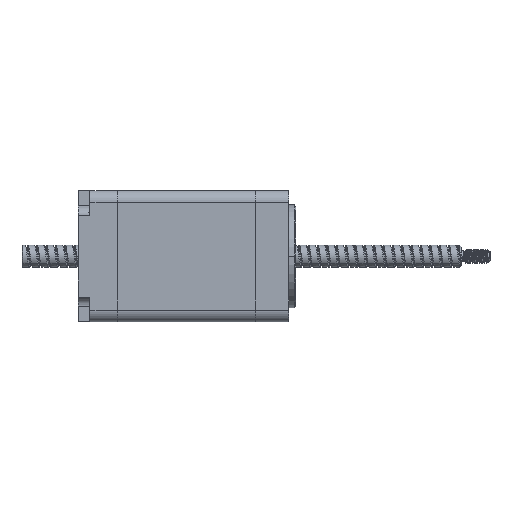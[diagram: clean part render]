
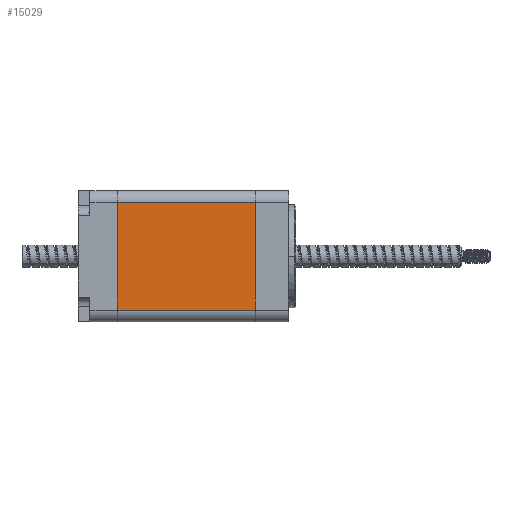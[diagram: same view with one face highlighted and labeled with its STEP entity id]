
A CAD part, front view. The second image highlights one B-rep face of the part: STEP entity #15029.
In plain terms, the highlighted planar face has unit normal (0, -1, 0).
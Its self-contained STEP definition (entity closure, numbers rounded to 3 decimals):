
#4749 = EDGE_CURVE ( 'NONE', #32567, #55650, #36379, .T. ) ;
#5017 = DIRECTION ( 'NONE',  ( -1., 0., 0. ) ) ;
#6644 = VECTOR ( 'NONE', #13046, 1000. ) ;
#7618 = EDGE_LOOP ( 'NONE', ( #17567, #54210, #31209, #21948 ) ) ;
#9829 = EDGE_CURVE ( 'NONE', #55650, #40226, #22056, .T. ) ;
#11033 = DIRECTION ( 'NONE',  ( 0., 1., 0. ) ) ;
#13046 = DIRECTION ( 'NONE',  ( 0., 0., -1. ) ) ;
#15029 = ADVANCED_FACE ( 'NONE', ( #37164 ), #24117, .F. ) ;
#17567 = ORIENTED_EDGE ( 'NONE', *, *, #9829, .T. ) ;
#17597 = VECTOR ( 'NONE', #21930, 1000. ) ;
#21930 = DIRECTION ( 'NONE',  ( 0., 0., -1. ) ) ;
#21948 = ORIENTED_EDGE ( 'NONE', *, *, #4749, .T. ) ;
#22056 = LINE ( 'NONE', #43477, #6644 ) ;
#23325 = CARTESIAN_POINT ( 'NONE',  ( 29.5, -14., 11.5 ) ) ;
#23983 = AXIS2_PLACEMENT_3D ( 'NONE', #37434, #11033, #28184 ) ;
#24117 = PLANE ( 'NONE',  #23983 ) ;
#24986 = VECTOR ( 'NONE', #26575, 1000. ) ;
#26575 = DIRECTION ( 'NONE',  ( -1., 0., 0. ) ) ;
#26866 = LINE ( 'NONE', #47976, #17597 ) ;
#28184 = DIRECTION ( 'NONE',  ( 0., 0., -1. ) ) ;
#28785 = EDGE_CURVE ( 'NONE', #38418, #40226, #34983, .T. ) ;
#29944 = CARTESIAN_POINT ( 'NONE',  ( 29.5, -14., -11.5 ) ) ;
#31209 = ORIENTED_EDGE ( 'NONE', *, *, #55837, .F. ) ;
#32567 = VERTEX_POINT ( 'NONE', #35383 ) ;
#34983 = LINE ( 'NONE', #48267, #24986 ) ;
#35383 = CARTESIAN_POINT ( 'NONE',  ( 29.5, -14., 11.5 ) ) ;
#36379 = LINE ( 'NONE', #23325, #45897 ) ;
#37164 = FACE_OUTER_BOUND ( 'NONE', #7618, .T. ) ;
#37323 = CARTESIAN_POINT ( 'NONE',  ( 0., -14., 11.5 ) ) ;
#37434 = CARTESIAN_POINT ( 'NONE',  ( 29.5, -14., -11.5 ) ) ;
#38418 = VERTEX_POINT ( 'NONE', #29944 ) ;
#39821 = CARTESIAN_POINT ( 'NONE',  ( 0., -14., -11.5 ) ) ;
#40226 = VERTEX_POINT ( 'NONE', #39821 ) ;
#43477 = CARTESIAN_POINT ( 'NONE',  ( 0., -14., -11.5 ) ) ;
#45897 = VECTOR ( 'NONE', #5017, 1000. ) ;
#47976 = CARTESIAN_POINT ( 'NONE',  ( 29.5, -14., -11.5 ) ) ;
#48267 = CARTESIAN_POINT ( 'NONE',  ( 29.5, -14., -11.5 ) ) ;
#54210 = ORIENTED_EDGE ( 'NONE', *, *, #28785, .F. ) ;
#55650 = VERTEX_POINT ( 'NONE', #37323 ) ;
#55837 = EDGE_CURVE ( 'NONE', #32567, #38418, #26866, .T. ) ;
